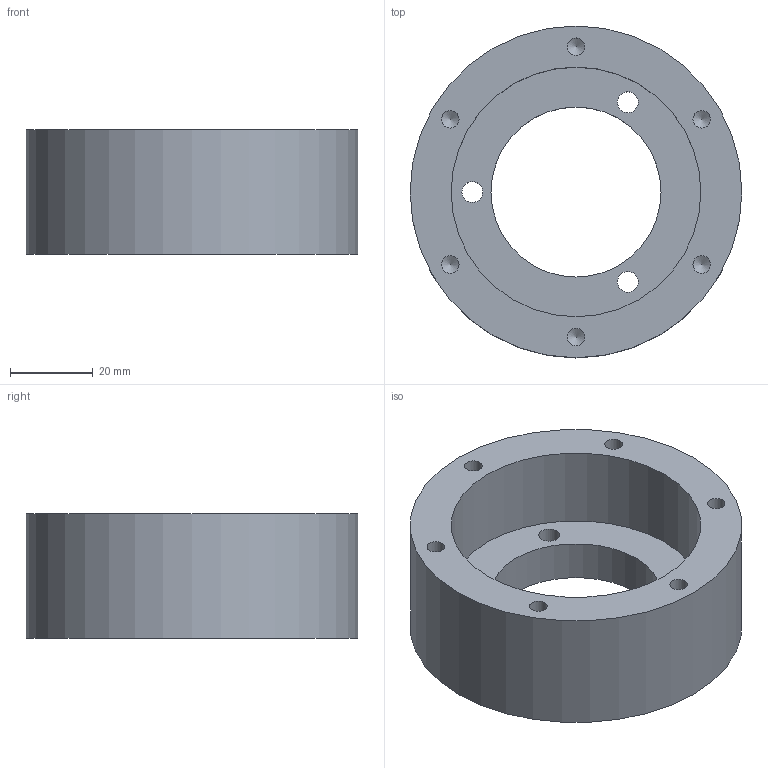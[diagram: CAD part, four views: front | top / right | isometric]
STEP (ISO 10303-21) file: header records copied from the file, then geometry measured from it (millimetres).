
FILE_DESCRIPTION(/* description */ (''),/* implementation_level */ '2;1');
FILE_NAME(/* name */ 'Moyeu_Volant_Gordini_Simplifi v3.step',/* time_stamp */ '2023-02-01T21:13:35+01:00',/* author */ (''),/* organization */ (''),/* preprocessor_version */ 'ST-DEVELOPER v19.2',/* originating_system */ 'Autodesk Translation Framework v11.17.0.187',/* authorisation */ '');
FILE_SCHEMA (('AUTOMOTIVE_DESIGN { 1 0 10303 214 3 1 1 }'));
Length unit declared in the file: millimetre
Products named in the file (1): Moyeu_Volant_Gordini_Simplifié
Bounding box: 80 x 80 x 30 mm (x, y, z)
Volume: 78767.3 mm3; surface area: 21589.2 mm2
Topology: 1 solids, 1 shells, 21 faces, 48 edges, 30 vertices
Faces by surface type: cylinder 12, cone 6, plane 3
Full cylindrical faces by diameter (mm): 4.234 x6, 5.035 x3, 41 x1, 60.2 x1, 80 x1
Entity records: 617 total; most frequent: DIRECTION 110, CARTESIAN_POINT 94, ORIENTED_EDGE 84, AXIS2_PLACEMENT_3D 46, EDGE_CURVE 42, EDGE_LOOP 36, VERTEX_POINT 30, CIRCLE 24
